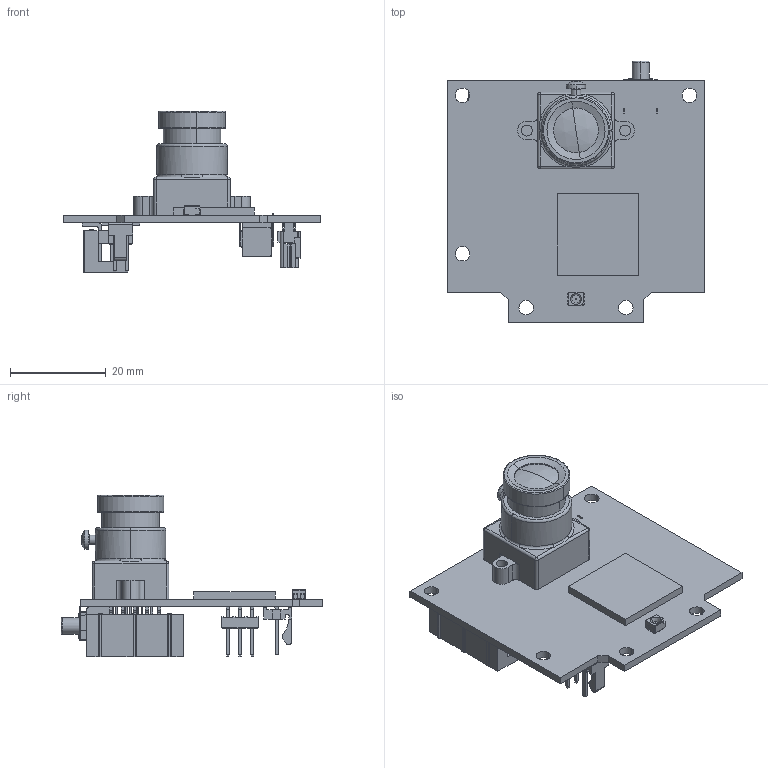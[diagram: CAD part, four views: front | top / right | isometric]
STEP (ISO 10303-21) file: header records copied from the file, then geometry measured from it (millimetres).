
FILE_DESCRIPTION (( 'STEP AP214' ), '1' );
FILE_NAME ('Pixy(CMUcam5).STEP', '2014-04-26T18:26:40', ( '' ), ( '' ), 'SwSTEP 2.0', 'SolidWorks 2013', '' );
FILE_SCHEMA (( 'AUTOMOTIVE_DESIGN' ));
Length unit declared in the file: millimetre
Products named in the file (11): pixy_lens_D‚faut; RGB_led_CMS_STD; Pixy(CMUcam5); M12_lens_holder_D‚faut; header_MTA-100_2pins_D‚faut; switch-FSMRA6JH_D‚faut; header3x2_D‚faut; Pixy_board_rev1.3; header_2x5ways; mini_usb_b_vertical_connector_D‚faut; pan head cross recess screw_iso_ISO 7045 - M2 x 4 - Z --- 4C
Assembly tree (10 placements, depth 2):
  Pixy(CMUcam5)
    Pixy_board_rev1.3
    header_2x5ways
    mini_usb_b_vertical_connector_D‚faut
    RGB_led_CMS_STD
    switch-FSMRA6JH_D‚faut
    M12_lens_holder_D‚faut
    header3x2_D‚faut
    header_MTA-100_2pins_D‚faut
    pixy_lens_D‚faut
    pan head cross recess screw_iso_ISO 7045 - M2 x 4 - Z --- 4C
Bounding box: 53.85 x 54.8 x 33.85 mm (x, y, z)
Volume: 8357.2 mm3; surface area: 12432.8 mm2
Topology: 17 solids, 17 shells, 1301 faces, 3356 edges, 2118 vertices
Faces by surface type: plane 871, cylinder 291, torus 54, bspline 38, cone 25, sphere 22
Entity records: 45245 total; most frequent: CARTESIAN_POINT 8460, ORIENTED_EDGE 6686, DIRECTION 6468, EDGE_CURVE 3343, LINE 2536, VECTOR 2536, VERTEX_POINT 2118, AXIS2_PLACEMENT_3D 1966
